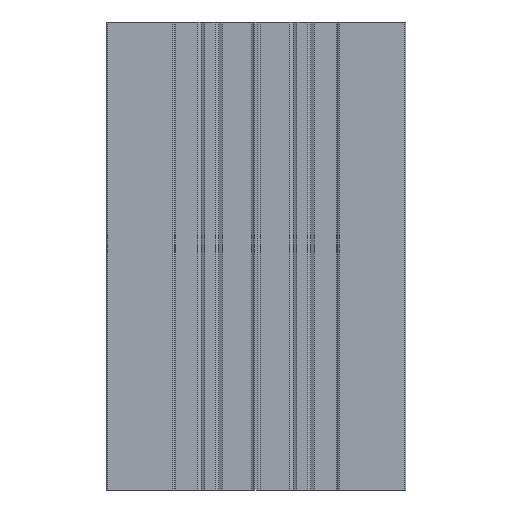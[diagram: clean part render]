
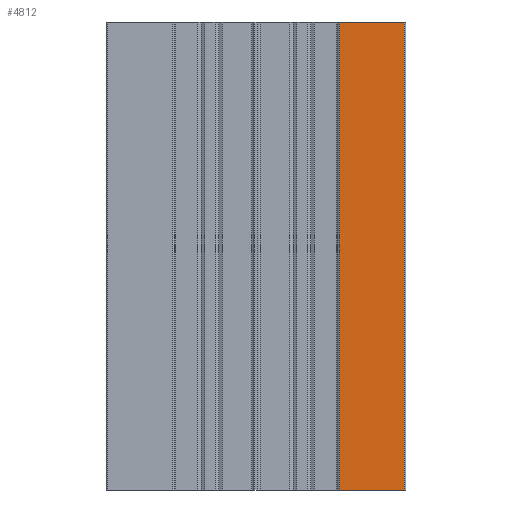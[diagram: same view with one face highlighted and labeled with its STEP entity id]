
A CAD part, left-side view. The second image highlights one B-rep face of the part: STEP entity #4812.
In plain terms, the highlighted planar face has unit normal (-1, 0, 0).
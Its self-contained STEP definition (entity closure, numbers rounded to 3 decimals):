
#14 = ORIENTED_EDGE ( 'NONE', *, *, #3843, .T. ) ;
#250 = VERTEX_POINT ( 'NONE', #1355 ) ;
#258 = LINE ( 'NONE', #2259, #1306 ) ;
#429 = CARTESIAN_POINT ( 'NONE',  ( -11.567, -31.7, 100. ) ) ;
#443 = DIRECTION ( 'NONE',  ( 1., 0., 0. ) ) ;
#448 = LINE ( 'NONE', #4694, #2705 ) ;
#643 = VERTEX_POINT ( 'NONE', #1444 ) ;
#765 = LINE ( 'NONE', #5117, #3322 ) ;
#1159 = VERTEX_POINT ( 'NONE', #4081 ) ;
#1240 = LINE ( 'NONE', #429, #4145 ) ;
#1306 = VECTOR ( 'NONE', #3876, 1000. ) ;
#1312 = CARTESIAN_POINT ( 'NONE',  ( -11.567, -31.7, 100. ) ) ;
#1355 = CARTESIAN_POINT ( 'NONE',  ( -11.567, -17.8, 0. ) ) ;
#1378 = EDGE_CURVE ( 'NONE', #250, #3060, #448, .T. ) ;
#1444 = CARTESIAN_POINT ( 'NONE',  ( -11.567, -17.8, 100. ) ) ;
#1719 = DIRECTION ( 'NONE',  ( 0., 0., -1. ) ) ;
#2008 = PLANE ( 'NONE',  #5053 ) ;
#2051 = ORIENTED_EDGE ( 'NONE', *, *, #1378, .T. ) ;
#2259 = CARTESIAN_POINT ( 'NONE',  ( -11.567, -17.8, 100. ) ) ;
#2322 = CARTESIAN_POINT ( 'NONE',  ( -11.567, -31.7, 0. ) ) ;
#2402 = DIRECTION ( 'NONE',  ( 0., -1., 0. ) ) ;
#2705 = VECTOR ( 'NONE', #2402, 1000. ) ;
#3060 = VERTEX_POINT ( 'NONE', #2322 ) ;
#3244 = FACE_OUTER_BOUND ( 'NONE', #5078, .T. ) ;
#3322 = VECTOR ( 'NONE', #3538, 1000. ) ;
#3538 = DIRECTION ( 'NONE',  ( 0., 0., -1. ) ) ;
#3584 = DIRECTION ( 'NONE',  ( 0., -1., 0. ) ) ;
#3843 = EDGE_CURVE ( 'NONE', #643, #250, #258, .T. ) ;
#3876 = DIRECTION ( 'NONE',  ( 0., 0., -1. ) ) ;
#4081 = CARTESIAN_POINT ( 'NONE',  ( -11.567, -31.7, 100. ) ) ;
#4138 = ORIENTED_EDGE ( 'NONE', *, *, #4496, .F. ) ;
#4145 = VECTOR ( 'NONE', #3584, 1000. ) ;
#4496 = EDGE_CURVE ( 'NONE', #1159, #3060, #765, .T. ) ;
#4694 = CARTESIAN_POINT ( 'NONE',  ( -11.567, -31.7, 0. ) ) ;
#4812 = ADVANCED_FACE ( 'NONE', ( #3244 ), #2008, .F. ) ;
#5012 = ORIENTED_EDGE ( 'NONE', *, *, #5080, .F. ) ;
#5053 = AXIS2_PLACEMENT_3D ( 'NONE', #1312, #443, #1719 ) ;
#5078 = EDGE_LOOP ( 'NONE', ( #2051, #4138, #5012, #14 ) ) ;
#5080 = EDGE_CURVE ( 'NONE', #643, #1159, #1240, .T. ) ;
#5117 = CARTESIAN_POINT ( 'NONE',  ( -11.567, -31.7, 100. ) ) ;
